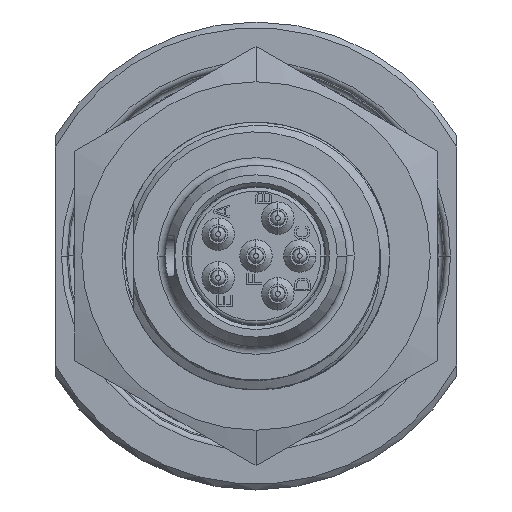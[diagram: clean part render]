
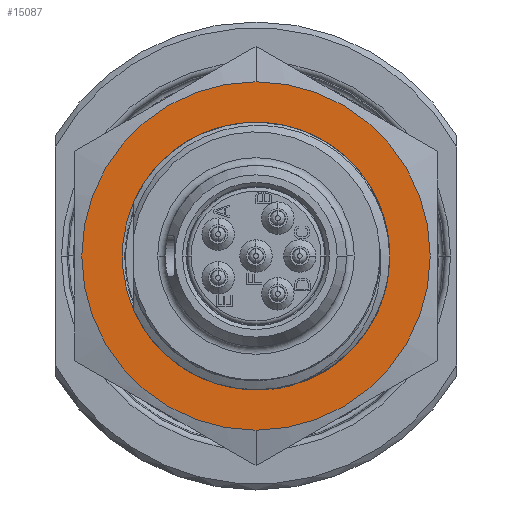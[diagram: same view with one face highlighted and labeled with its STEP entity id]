
A CAD part, left-side view. The second image highlights one B-rep face of the part: STEP entity #15087.
In plain terms, the highlighted planar face has unit normal (-1, 0, 0).
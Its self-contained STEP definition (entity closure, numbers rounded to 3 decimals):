
#2160=CARTESIAN_POINT('',(14.4,0.,0.));
#2161=DIRECTION('',(1.,0.,0.));
#2162=DIRECTION('',(0.,0.914,-0.405));
#2163=AXIS2_PLACEMENT_3D('',#2160,#2161,#2162);
#2194=CARTESIAN_POINT('',(14.4,0.,0.));
#2195=DIRECTION('',(1.,0.,0.));
#2196=DIRECTION('',(0.,-0.07,-0.998));
#2197=AXIS2_PLACEMENT_3D('',#2194,#2195,#2196);
#2199=CARTESIAN_POINT('',(14.4,0.,0.));
#2200=DIRECTION('',(-1.,0.,0.));
#2201=DIRECTION('',(0.,0.,1.));
#2202=AXIS2_PLACEMENT_3D('',#2199,#2200,#2201);
#2204=CARTESIAN_POINT('',(14.4,0.,0.));
#2205=DIRECTION('',(-1.,0.,0.));
#2206=DIRECTION('',(0.,0.,-1.));
#2207=AXIS2_PLACEMENT_3D('',#2204,#2205,#2206);
#2209=CARTESIAN_POINT('',(14.4,-6.706,-2.009));
#2210=CARTESIAN_POINT('',(14.4,-6.648,-2.214));
#2211=CARTESIAN_POINT('',(14.4,-6.514,-2.619));
#2212=CARTESIAN_POINT('',(14.4,-6.251,-3.215));
#2213=CARTESIAN_POINT('',(14.4,-5.93,-3.786));
#2214=CARTESIAN_POINT('',(14.4,-5.554,-4.326));
#2215=CARTESIAN_POINT('',(14.4,-5.127,-4.828));
#2216=CARTESIAN_POINT('',(14.4,-4.654,-5.288));
#2217=CARTESIAN_POINT('',(14.4,-4.138,-5.7));
#2218=CARTESIAN_POINT('',(14.4,-3.585,-6.061));
#2219=CARTESIAN_POINT('',(14.4,-3.002,-6.368));
#2220=CARTESIAN_POINT('',(14.4,-2.393,-6.616));
#2221=CARTESIAN_POINT('',(14.4,-1.765,-6.804));
#2222=CARTESIAN_POINT('',(14.4,-1.126,-6.93));
#2223=CARTESIAN_POINT('',(14.4,-0.701,-6.972));
#2224=CARTESIAN_POINT('',(14.4,-0.489,-6.983));
#3412=CARTESIAN_POINT('',(14.4,0.,0.));
#3413=DIRECTION('',(1.,0.,0.));
#3414=DIRECTION('',(0.,0.809,-0.588));
#3415=AXIS2_PLACEMENT_3D('',#3412,#3413,#3414);
#7461=CARTESIAN_POINT('',(14.4,0.,0.));
#7462=DIRECTION('',(1.,0.,0.));
#7463=DIRECTION('',(0.,0.809,0.588));
#7464=AXIS2_PLACEMENT_3D('',#7461,#7462,#7463);
#7664=CARTESIAN_POINT('',(14.4,0.,0.));
#7665=DIRECTION('',(1.,0.,0.));
#7666=DIRECTION('',(0.,0.914,0.405));
#7667=AXIS2_PLACEMENT_3D('',#7664,#7665,#7666);
#11292=CARTESIAN_POINT('',(14.4,0.,9.12));
#11294=VERTEX_POINT('',#11292);
#11296=CARTESIAN_POINT('',(14.4,0.,-9.12));
#11298=VERTEX_POINT('',#11296);
#11304=VERTEX_POINT('',#2209);
#11305=VERTEX_POINT('',#2224);
#11308=CARTESIAN_POINT('',(14.4,6.4,2.835));
#11309=CARTESIAN_POINT('',(14.4,5.663,4.115));
#11310=VERTEX_POINT('',#11308);
#11311=VERTEX_POINT('',#11309);
#11312=CARTESIAN_POINT('',(14.4,5.663,-4.114));
#11313=CARTESIAN_POINT('',(14.4,6.4,-2.835));
#11314=VERTEX_POINT('',#11312);
#11315=VERTEX_POINT('',#11313);
#15064=CARTESIAN_POINT('',(14.4,0.,0.));
#15065=DIRECTION('',(1.,0.,0.));
#15066=DIRECTION('',(0.,1.,0.));
#15067=AXIS2_PLACEMENT_3D('',#15064,#15065,#15066);
#15068=PLANE('338',#15067);
#15070=ORIENTED_EDGE('1543',*,*,#15069,.F.);
#15072=ORIENTED_EDGE('1544',*,*,#15071,.F.);
#15073=EDGE_LOOP('338',(#15070,#15072));
#15074=FACE_OUTER_BOUND('338',#15073,.F.);
#15075=ORIENTED_EDGE('1591',*,*,#15052,.F.);
#15077=ORIENTED_EDGE('1557',*,*,#15076,.F.);
#15078=ORIENTED_EDGE('1590',*,*,#15059,.F.);
#15080=ORIENTED_EDGE('1551',*,*,#15079,.F.);
#15082=ORIENTED_EDGE('1597',*,*,#15081,.F.);
#15084=ORIENTED_EDGE('1556',*,*,#15083,.F.);
#15085=EDGE_LOOP('338',(#15075,#15077,#15078,#15080,#15082,#15084));
#15086=FACE_BOUND('338',#15085,.F.);
#2164=CIRCLE('1591',#2163,7.);
#2198=CIRCLE('1590',#2197,7.);
#2203=CIRCLE('1543',#2202,9.12);
#2208=CIRCLE('1544',#2207,9.12);
#2225=B_SPLINE_CURVE_WITH_KNOTS('1551',3,(#2209,#2210,#2211,#2212,#2213,#2214,
#2215,#2216,#2217,#2218,#2219,#2220,#2221,#2222,#2223,#2224),.UNSPECIFIED.,.F.,
.F.,(4,1,1,1,1,1,1,1,1,1,1,1,1,4),(0.,0.077,0.154,
0.231,0.308,0.385,0.462,
0.538,0.615,0.692,0.769,
0.846,0.923,1.),.UNSPECIFIED.);
#3416=CIRCLE('1557',#3415,7.);
#7465=CIRCLE('1597',#7464,7.);
#7668=CIRCLE('1556',#7667,7.);
#15052=EDGE_CURVE('1591',#11315,#11310,#2164,.T.);
#15059=EDGE_CURVE('1590',#11305,#11314,#2198,.T.);
#15069=EDGE_CURVE('1543',#11294,#11298,#2203,.T.);
#15071=EDGE_CURVE('1544',#11298,#11294,#2208,.T.);
#15076=EDGE_CURVE('1557',#11314,#11315,#3416,.T.);
#15079=EDGE_CURVE('1551',#11304,#11305,#2225,.T.);
#15081=EDGE_CURVE('1597',#11311,#11304,#7465,.T.);
#15083=EDGE_CURVE('1556',#11310,#11311,#7668,.T.);
#15087=ADVANCED_FACE('338',(#15074,#15086),#15068,.F.);
